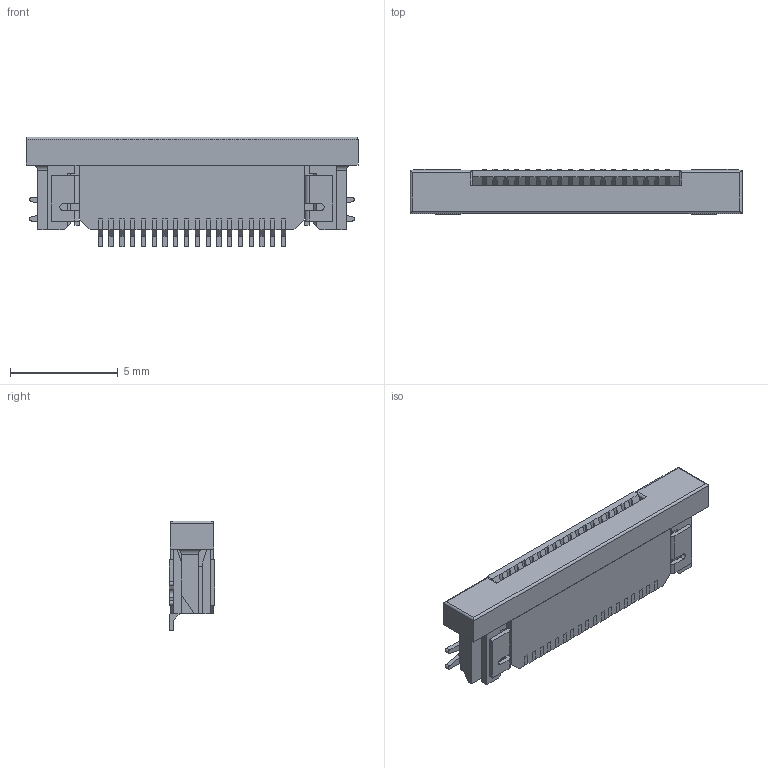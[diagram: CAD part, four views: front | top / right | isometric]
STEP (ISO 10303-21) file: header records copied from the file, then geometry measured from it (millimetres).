
FILE_DESCRIPTION( ( 'Unknown' ), '1' );
FILE_NAME( '68711814522.stp', 'Unknown', ( 'Unknown' ), ( 'Unknown' ), 'PSStep 17.0.49', 'Unknown', ' ' );
FILE_SCHEMA( ( 'AUTOMOTIVE_DESIGN { 1 0 10303 214 1 1 1 1 }' ) );
Length unit declared in the file: millimetre
Products named in the file (6): Assem1; 6871xx14522_PIN; 6871xx14522_Patte; 6871xx14522_Patte_2; 68711814522; 68711814522_CAP
Assembly tree (22 placements, depth 2):
  Assem1
    6871xx14522_PIN  x18
    6871xx14522_Patte
    6871xx14522_Patte_2
    68711814522
    68711814522_CAP
Bounding box: 15.4 x 2.1 x 5.1 mm (x, y, z)
Volume: 103.6 mm3; surface area: 654.6 mm2
Topology: 22 solids, 22 shells, 920 faces, 2748 edges, 1802 vertices
Faces by surface type: plane 879, cylinder 41
Entity records: 22715 total; most frequent: ORIENTED_EDGE 3354, CARTESIAN_POINT 3317, DIRECTION 2851, EDGE_CURVE 1677, LINE 1607, VECTOR 1607, VERTEX_POINT 1088, AXIS2_PLACEMENT_3D 622
